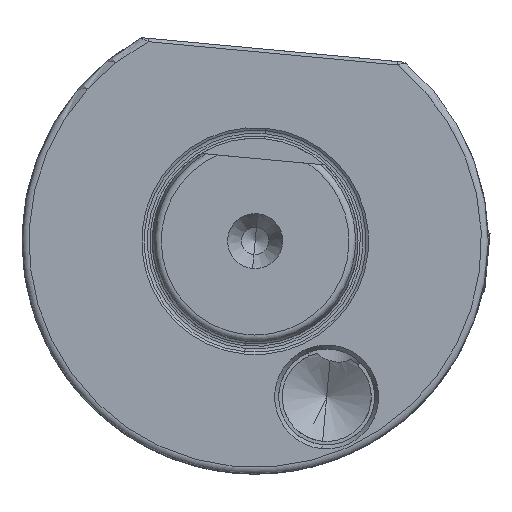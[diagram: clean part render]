
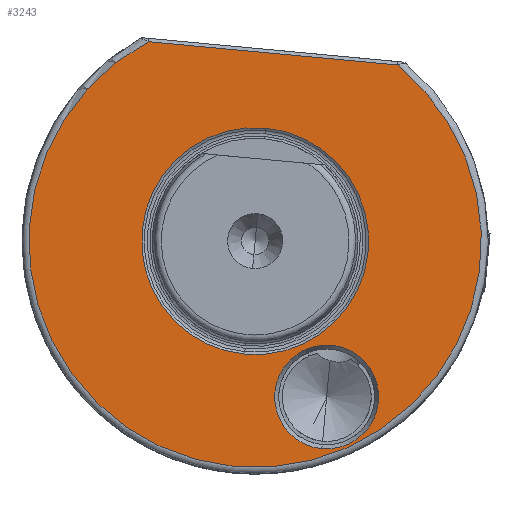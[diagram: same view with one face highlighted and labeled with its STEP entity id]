
A CAD part, front view. The second image highlights one B-rep face of the part: STEP entity #3243.
In plain terms, the highlighted planar face has unit normal (0, -1, 0).
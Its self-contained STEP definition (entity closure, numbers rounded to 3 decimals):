
#712 = VERTEX_POINT ( 'NONE', #34405 ) ;
#821 = DIRECTION ( 'NONE',  ( 0., 0., -1. ) ) ;
#839 = DIRECTION ( 'NONE',  ( 0., 0., -1. ) ) ;
#1177 = DIRECTION ( 'NONE',  ( 0., 0., -1. ) ) ;
#3202 = CARTESIAN_POINT ( 'NONE',  ( 0., 55., 0. ) ) ;
#3243 = ADVANCED_FACE ( 'NONE', ( #8880, #7930, #6955 ), #24063, .T. ) ;
#3860 = ORIENTED_EDGE ( 'NONE', *, *, #27114, .T. ) ;
#4004 = AXIS2_PLACEMENT_3D ( 'NONE', #39381, #17801, #27184 ) ;
#4805 = VERTEX_POINT ( 'NONE', #21940 ) ;
#5556 = DIRECTION ( 'NONE',  ( 0., -1., 0. ) ) ;
#5852 = ORIENTED_EDGE ( 'NONE', *, *, #14625, .T. ) ;
#5884 = CIRCLE ( 'NONE', #35690, 16.55 ) ;
#6279 = DIRECTION ( 'NONE',  ( 0., 0., -1. ) ) ;
#6955 = FACE_BOUND ( 'NONE', #30896, .T. ) ;
#7930 = FACE_OUTER_BOUND ( 'NONE', #36975, .T. ) ;
#8880 = FACE_BOUND ( 'NONE', #39101, .T. ) ;
#10364 = CARTESIAN_POINT ( 'NONE',  ( 17.464, 55., -27.5 ) ) ;
#10419 = EDGE_CURVE ( 'NONE', #712, #18033, #5884, .T. ) ;
#14625 = EDGE_CURVE ( 'NONE', #18483, #19212, #22092, .T. ) ;
#15553 = CARTESIAN_POINT ( 'NONE',  ( -12.5, 55., 14.073 ) ) ;
#16513 = EDGE_CURVE ( 'NONE', #35442, #4805, #21499, .T. ) ;
#17801 = DIRECTION ( 'NONE',  ( 0., -1., 0. ) ) ;
#18033 = VERTEX_POINT ( 'NONE', #21264 ) ;
#18271 = EDGE_CURVE ( 'NONE', #4805, #35442, #25004, .T. ) ;
#18483 = VERTEX_POINT ( 'NONE', #27149 ) ;
#18796 = AXIS2_PLACEMENT_3D ( 'NONE', #37720, #19239, #839 ) ;
#19212 = VERTEX_POINT ( 'NONE', #15553 ) ;
#19215 = DIRECTION ( 'NONE',  ( 0., -1., 0. ) ) ;
#19239 = DIRECTION ( 'NONE',  ( 0., 1., 0. ) ) ;
#19573 = DIRECTION ( 'NONE',  ( 0., 1., 0. ) ) ;
#20011 = AXIS2_PLACEMENT_3D ( 'NONE', #38062, #19573, #1177 ) ;
#20416 = ORIENTED_EDGE ( 'NONE', *, *, #16513, .T. ) ;
#21264 = CARTESIAN_POINT ( 'NONE',  ( 0., 55., 16.55 ) ) ;
#21499 = CIRCLE ( 'NONE', #34035, 33. ) ;
#21940 = CARTESIAN_POINT ( 'NONE',  ( -18.239, 55., -27.502 ) ) ;
#22092 = CIRCLE ( 'NONE', #20011, 7.577 ) ;
#22258 = ORIENTED_EDGE ( 'NONE', *, *, #10419, .F. ) ;
#23014 = ORIENTED_EDGE ( 'NONE', *, *, #18271, .T. ) ;
#24009 = CARTESIAN_POINT ( 'NONE',  ( 0., 55., 0. ) ) ;
#24063 = PLANE ( 'NONE',  #4004 ) ;
#24280 = ORIENTED_EDGE ( 'NONE', *, *, #38541, .F. ) ;
#24728 = DIRECTION ( 'NONE',  ( 0., -1., 0. ) ) ;
#25004 = LINE ( 'NONE', #10364, #26002 ) ;
#26002 = VECTOR ( 'NONE', #31959, 1000. ) ;
#26323 = CIRCLE ( 'NONE', #35146, 16.55 ) ;
#27093 = CIRCLE ( 'NONE', #18796, 7.577 ) ;
#27114 = EDGE_CURVE ( 'NONE', #19212, #18483, #27093, .T. ) ;
#27133 = DIRECTION ( 'NONE',  ( 0., 0., -1. ) ) ;
#27149 = CARTESIAN_POINT ( 'NONE',  ( -12.5, 55., 29.228 ) ) ;
#27184 = DIRECTION ( 'NONE',  ( 0., 0., -1. ) ) ;
#30896 = EDGE_LOOP ( 'NONE', ( #3860, #5852 ) ) ;
#31913 = CARTESIAN_POINT ( 'NONE',  ( 18.241, 55., -27.5 ) ) ;
#31959 = DIRECTION ( 'NONE',  ( 1., 0., 0. ) ) ;
#34035 = AXIS2_PLACEMENT_3D ( 'NONE', #37694, #19215, #821 ) ;
#34405 = CARTESIAN_POINT ( 'NONE',  ( 0., 55., -16.55 ) ) ;
#35146 = AXIS2_PLACEMENT_3D ( 'NONE', #3202, #24728, #6279 ) ;
#35442 = VERTEX_POINT ( 'NONE', #31913 ) ;
#35690 = AXIS2_PLACEMENT_3D ( 'NONE', #24009, #5556, #27133 ) ;
#36975 = EDGE_LOOP ( 'NONE', ( #20416, #23014 ) ) ;
#37694 = CARTESIAN_POINT ( 'NONE',  ( 0., 55., 0. ) ) ;
#37720 = CARTESIAN_POINT ( 'NONE',  ( -12.5, 55., 21.651 ) ) ;
#38062 = CARTESIAN_POINT ( 'NONE',  ( -12.5, 55., 21.651 ) ) ;
#38541 = EDGE_CURVE ( 'NONE', #18033, #712, #26323, .T. ) ;
#39101 = EDGE_LOOP ( 'NONE', ( #22258, #24280 ) ) ;
#39381 = CARTESIAN_POINT ( 'NONE',  ( 16.55, 55., 0. ) ) ;
